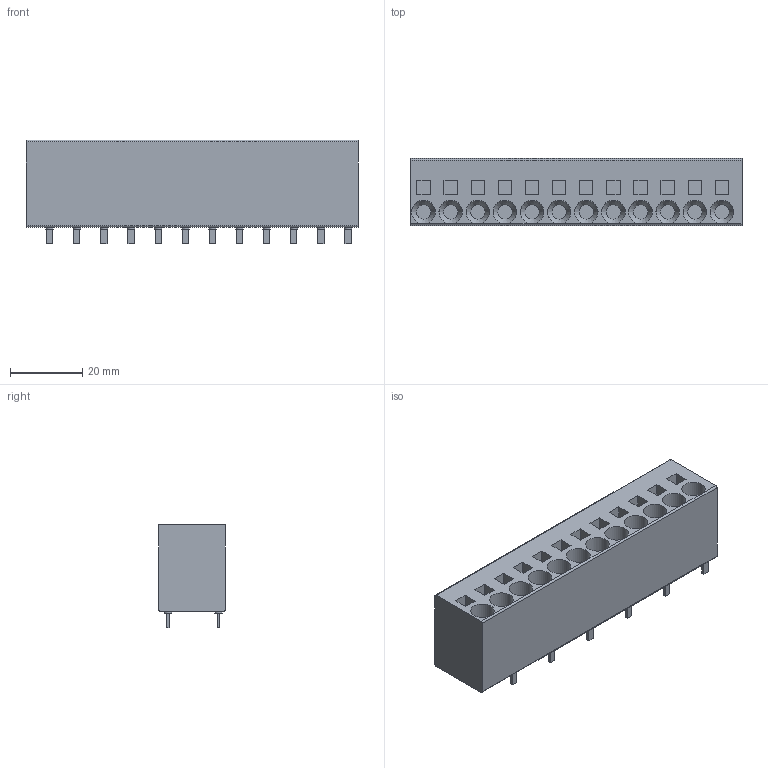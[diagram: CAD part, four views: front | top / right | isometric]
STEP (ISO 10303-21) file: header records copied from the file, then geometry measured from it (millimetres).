
FILE_DESCRIPTION(/* description */ ('model of PhoenixContact_SPT_5_12-V-7.5-ZB_1x12_P7.5mm_Vertical'),/* implementation_level */ '2;1');
FILE_NAME(/* name */ 'PhoenixContact_SPT_5_12-V-7.5-ZB_1x12_P7.5mm_Vertical.step',/* time_stamp */ '2023-01-30T13:58:22',/* author */ ('KiCAD','kicad'),/* organization */ ('OCCT'),/* preprocessor_version */ '',/* originating_system */ 'KiCAD',/* authorisation */ '');
FILE_SCHEMA(('AUTOMOTIVE_DESIGN { 1 0 10303 214 1 1 1 1 }'));
Length unit declared in the file: millimetre
Products named in the file (7): CQ assembly; c5fdfd16-a09d-11ed-8f45-a0cec80452fd; c5fdfd16-a09d-11ed-8f45-a0cec80452fd_part; c5fe019e-a09d-11ed-8f45-a0cec80452fd; c5fe019e-a09d-11ed-8f45-a0cec80452fd_part; c5fe046e-a09d-11ed-8f45-a0cec80452fd; c5fe046e-a09d-11ed-8f45-a0cec80452fd_part
Assembly tree (6 placements, depth 4):
  CQ assembly
    c5fdfd16-a09d-11ed-8f45-a0cec80452fd
      c5fdfd16-a09d-11ed-8f45-a0cec80452fd_part
      c5fe019e-a09d-11ed-8f45-a0cec80452fd
        c5fe019e-a09d-11ed-8f45-a0cec80452fd_part
      c5fe046e-a09d-11ed-8f45-a0cec80452fd
        c5fe046e-a09d-11ed-8f45-a0cec80452fd_part
Bounding box: 91.8 x 18.5 x 28.75 mm (x, y, z)
Volume: 37230.7 mm3; surface area: 11732.5 mm2
Topology: 13 solids, 13 shells, 202 faces, 444 edges, 292 vertices
Faces by surface type: plane 162, cylinder 28, cone 12
Full cylindrical faces by diameter (mm): 2.1 x12, 6.5 x12
Entity records: 5789 total; most frequent: CARTESIAN_POINT 1077, DIRECTION 930, ORIENTED_EDGE 888, EDGE_CURVE 444, LINE 352, VECTOR 352, VERTEX_POINT 292, AXIS2_PLACEMENT_3D 289
